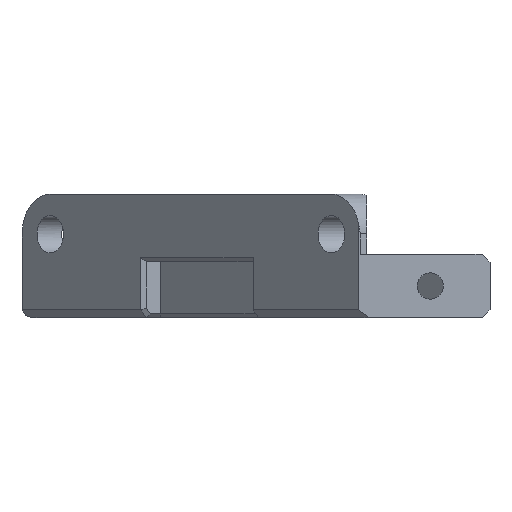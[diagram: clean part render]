
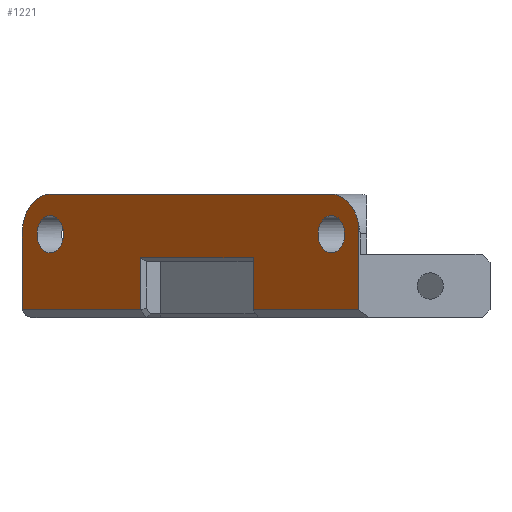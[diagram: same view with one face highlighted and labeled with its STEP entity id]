
A CAD part, left-side view. The second image highlights one B-rep face of the part: STEP entity #1221.
In plain terms, the highlighted planar face has unit normal (-0.707, 0.707, 0).
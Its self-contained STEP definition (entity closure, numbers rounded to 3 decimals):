
#28=CIRCLE('',#1268,2.35);
#29=CIRCLE('',#1270,2.35);
#33=CIRCLE('',#1306,5.);
#34=CIRCLE('',#1307,5.);
#38=FACE_BOUND('',#160,.T.);
#39=FACE_BOUND('',#161,.T.);
#91=FACE_OUTER_BOUND('',#159,.T.);
#159=EDGE_LOOP('',(#1007,#1008,#1009,#1010,#1011,#1012,#1013,#1014,#1015,
#1016));
#160=EDGE_LOOP('',(#1017));
#161=EDGE_LOOP('',(#1018));
#248=LINE('',#1800,#401);
#250=LINE('',#1804,#403);
#311=LINE('',#1949,#464);
#312=LINE('',#1952,#465);
#313=LINE('',#1954,#466);
#314=LINE('',#1956,#467);
#315=LINE('',#1958,#468);
#316=LINE('',#1959,#469);
#401=VECTOR('',#1427,10.);
#403=VECTOR('',#1431,10.);
#464=VECTOR('',#1584,10.);
#465=VECTOR('',#1587,10.);
#466=VECTOR('',#1588,10.);
#467=VECTOR('',#1589,10.);
#468=VECTOR('',#1590,10.);
#469=VECTOR('',#1591,10.);
#550=VERTEX_POINT('',#1797);
#551=VERTEX_POINT('',#1799);
#552=VERTEX_POINT('',#1803);
#558=VERTEX_POINT('',#1822);
#559=VERTEX_POINT('',#1826);
#588=VERTEX_POINT('',#1945);
#589=VERTEX_POINT('',#1946);
#590=VERTEX_POINT('',#1948);
#591=VERTEX_POINT('',#1951);
#592=VERTEX_POINT('',#1953);
#593=VERTEX_POINT('',#1955);
#594=VERTEX_POINT('',#1957);
#667=EDGE_CURVE('',#550,#551,#248,.T.);
#669=EDGE_CURVE('',#552,#551,#250,.T.);
#678=EDGE_CURVE('',#558,#558,#28,.T.);
#680=EDGE_CURVE('',#559,#559,#29,.T.);
#741=EDGE_CURVE('',#588,#589,#33,.T.);
#742=EDGE_CURVE('',#589,#590,#311,.T.);
#743=EDGE_CURVE('',#590,#552,#34,.T.);
#744=EDGE_CURVE('',#550,#591,#312,.T.);
#745=EDGE_CURVE('',#591,#592,#313,.T.);
#746=EDGE_CURVE('',#592,#593,#314,.T.);
#747=EDGE_CURVE('',#594,#593,#315,.T.);
#748=EDGE_CURVE('',#588,#594,#316,.T.);
#1007=ORIENTED_EDGE('',*,*,#741,.T.);
#1008=ORIENTED_EDGE('',*,*,#742,.T.);
#1009=ORIENTED_EDGE('',*,*,#743,.T.);
#1010=ORIENTED_EDGE('',*,*,#669,.T.);
#1011=ORIENTED_EDGE('',*,*,#667,.F.);
#1012=ORIENTED_EDGE('',*,*,#744,.T.);
#1013=ORIENTED_EDGE('',*,*,#745,.T.);
#1014=ORIENTED_EDGE('',*,*,#746,.T.);
#1015=ORIENTED_EDGE('',*,*,#747,.F.);
#1016=ORIENTED_EDGE('',*,*,#748,.F.);
#1017=ORIENTED_EDGE('',*,*,#680,.T.);
#1018=ORIENTED_EDGE('',*,*,#678,.T.);
#1158=PLANE('',#1305);
#1221=ADVANCED_FACE('',(#91,#38,#39),#1158,.T.);
#1268=AXIS2_PLACEMENT_3D('',#1823,#1451,#1452);
#1270=AXIS2_PLACEMENT_3D('',#1827,#1456,#1457);
#1305=AXIS2_PLACEMENT_3D('',#1944,#1580,#1581);
#1306=AXIS2_PLACEMENT_3D('',#1947,#1582,#1583);
#1307=AXIS2_PLACEMENT_3D('',#1950,#1585,#1586);
#1427=DIRECTION('',(0.707,0.707,0.));
#1431=DIRECTION('',(0.,0.,-1.));
#1451=DIRECTION('center_axis',(0.707,-0.707,0.));
#1452=DIRECTION('ref_axis',(0.,0.,-1.));
#1456=DIRECTION('center_axis',(0.707,-0.707,0.));
#1457=DIRECTION('ref_axis',(0.,0.,-1.));
#1580=DIRECTION('center_axis',(-0.707,0.707,0.));
#1581=DIRECTION('ref_axis',(0.707,0.707,0.));
#1582=DIRECTION('center_axis',(-0.707,0.707,0.));
#1583=DIRECTION('ref_axis',(0.,0.,1.));
#1584=DIRECTION('',(0.707,0.707,0.));
#1585=DIRECTION('center_axis',(-0.707,0.707,0.));
#1586=DIRECTION('ref_axis',(0.707,0.707,0.));
#1587=DIRECTION('',(0.,0.,1.));
#1588=DIRECTION('',(-0.707,-0.707,0.));
#1589=DIRECTION('',(0.,0.,-1.));
#1590=DIRECTION('',(0.707,0.707,0.));
#1591=DIRECTION('',(0.,0.,-1.));
#1797=CARTESIAN_POINT('',(165.38,-393.759,-149.944));
#1799=CARTESIAN_POINT('',(180.297,-378.841,-149.944));
#1800=CARTESIAN_POINT('',(146.643,-412.496,-149.944));
#1803=CARTESIAN_POINT('',(180.297,-378.841,-140.4));
#1804=CARTESIAN_POINT('',(180.297,-378.841,-187.672));
#1822=CARTESIAN_POINT('',(176.742,-382.397,-138.078));
#1823=CARTESIAN_POINT('Origin',(176.742,-382.397,-140.428));
#1826=CARTESIAN_POINT('',(141.396,-417.743,-138.078));
#1827=CARTESIAN_POINT('Origin',(141.396,-417.743,-140.428));
#1944=CARTESIAN_POINT('Origin',(137.956,-421.183,-142.944));
#1945=CARTESIAN_POINT('',(137.956,-421.183,-139.311));
#1946=CARTESIAN_POINT('',(141.407,-417.732,-135.4));
#1947=CARTESIAN_POINT('Origin',(141.407,-417.732,-140.4));
#1948=CARTESIAN_POINT('',(176.762,-382.377,-135.4));
#1949=CARTESIAN_POINT('',(157.359,-401.78,-135.4));
#1950=CARTESIAN_POINT('Origin',(176.762,-382.377,-140.4));
#1951=CARTESIAN_POINT('',(165.38,-393.759,-143.394));
#1952=CARTESIAN_POINT('',(165.38,-393.759,-143.419));
#1953=CARTESIAN_POINT('',(151.238,-407.901,-143.394));
#1954=CARTESIAN_POINT('',(144.774,-414.365,-143.394));
#1955=CARTESIAN_POINT('',(151.238,-407.901,-149.944));
#1956=CARTESIAN_POINT('',(151.238,-407.901,-147.919));
#1957=CARTESIAN_POINT('',(137.956,-421.183,-149.944));
#1958=CARTESIAN_POINT('',(146.643,-412.496,-149.944));
#1959=CARTESIAN_POINT('',(137.956,-421.183,-142.944));
